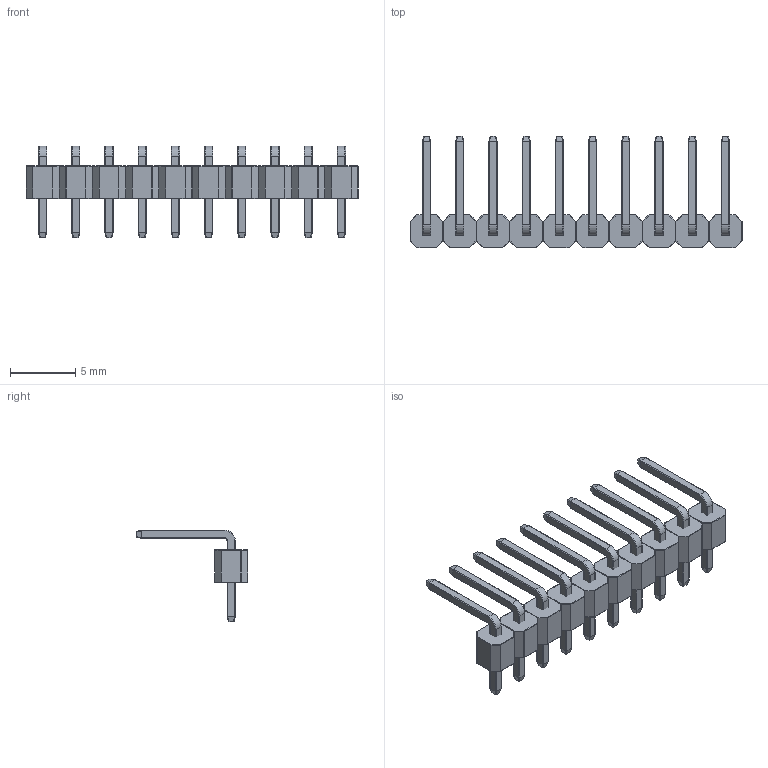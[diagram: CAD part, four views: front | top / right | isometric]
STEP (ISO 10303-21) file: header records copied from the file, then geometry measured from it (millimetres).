
FILE_DESCRIPTION(('FreeCAD Model'),'2;1');
FILE_NAME('Open CASCADE Shape Model','2025-07-21T22:36:59',(''),(''), 'Open CASCADE STEP processor 7.8','FreeCAD','Unknown');
FILE_SCHEMA(('AUTOMOTIVE_DESIGN { 1 0 10303 214 1 1 1 1 }'));
Length unit declared in the file: millimetre
Products named in the file (4): Array; Section; Conductor; Plastic
Assembly tree (12 placements, depth 3):
  Array
    Section  x10
      Conductor
      Plastic
Bounding box: 25.4 x 8.54 x 7.02 mm (x, y, z)
Volume: 202.9 mm3; surface area: 680.7 mm2
Topology: 20 solids, 20 shells, 960 faces, 2200 edges, 1120 vertices
Faces by surface type: cylinder 420, plane 260, sphere 160, bspline 80, torus 40
Entity records: 3437 total; most frequent: CARTESIAN_POINT 1305, DIRECTION 446, ORIENTED_EDGE 408, EDGE_CURVE 204, AXIS2_PLACEMENT_3D 173, VERTEX_POINT 112, LINE 100, VECTOR 100
